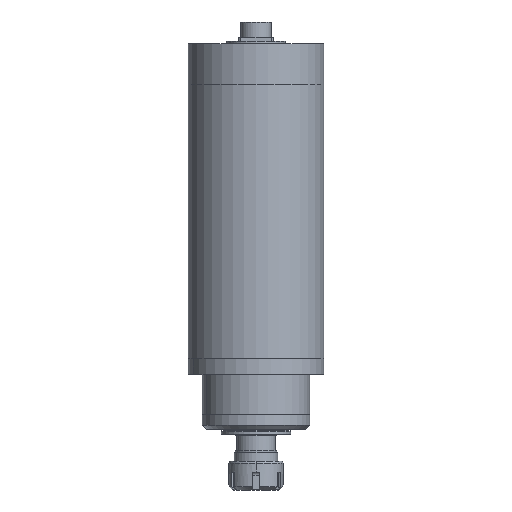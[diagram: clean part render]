
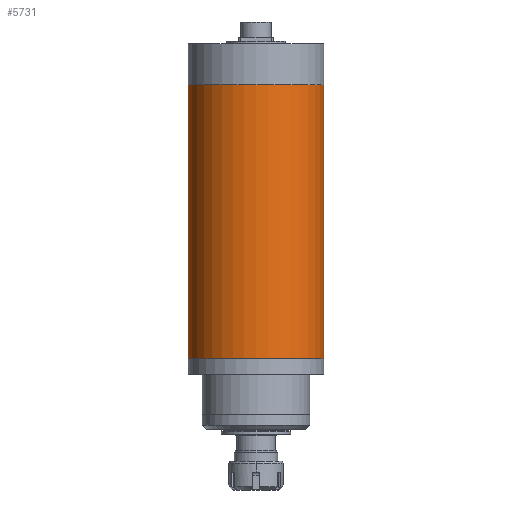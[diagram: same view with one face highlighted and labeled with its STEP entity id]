
A CAD part, front view. The second image highlights one B-rep face of the part: STEP entity #5731.
In plain terms, the highlighted cylindrical face has radius 62.5 mm (diameter 125 mm), a partial arc.
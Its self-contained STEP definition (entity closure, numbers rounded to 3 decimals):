
#24 = DIRECTION ( 'NONE',  ( 1., 0., 0. ) ) ;
#49 = CARTESIAN_POINT ( 'NONE',  ( 62.5, 0., 0. ) ) ;
#198 = CARTESIAN_POINT ( 'NONE',  ( -62.5, 0., 0. ) ) ;
#423 = EDGE_CURVE ( 'NONE', #2352, #5868, #4215, .T. ) ;
#783 = VECTOR ( 'NONE', #3251, 1000. ) ;
#970 = CARTESIAN_POINT ( 'NONE',  ( 0., 0., 0. ) ) ;
#1148 = DIRECTION ( 'NONE',  ( 1., 0., 0. ) ) ;
#1596 = ORIENTED_EDGE ( 'NONE', *, *, #3025, .T. ) ;
#1659 = VECTOR ( 'NONE', #3032, 1000. ) ;
#1717 = DIRECTION ( 'NONE',  ( 0., 0., -1. ) ) ;
#1964 = LINE ( 'NONE', #3763, #783 ) ;
#2171 = FACE_OUTER_BOUND ( 'NONE', #4532, .T. ) ;
#2352 = VERTEX_POINT ( 'NONE', #5401 ) ;
#2355 = CIRCLE ( 'NONE', #5018, 62.5 ) ;
#2442 = EDGE_CURVE ( 'NONE', #2352, #2749, #2453, .T. ) ;
#2453 = LINE ( 'NONE', #2491, #1659 ) ;
#2491 = CARTESIAN_POINT ( 'NONE',  ( -62.5, 0., 253. ) ) ;
#2540 = AXIS2_PLACEMENT_3D ( 'NONE', #6232, #1717, #4236 ) ;
#2749 = VERTEX_POINT ( 'NONE', #198 ) ;
#2892 = ORIENTED_EDGE ( 'NONE', *, *, #2442, .T. ) ;
#3021 = DIRECTION ( 'NONE',  ( 0., 0., 1. ) ) ;
#3025 = EDGE_CURVE ( 'NONE', #2749, #4964, #2355, .T. ) ;
#3032 = DIRECTION ( 'NONE',  ( 0., 0., -1. ) ) ;
#3251 = DIRECTION ( 'NONE',  ( 0., 0., -1. ) ) ;
#3763 = CARTESIAN_POINT ( 'NONE',  ( 62.5, 0., 253. ) ) ;
#3866 = EDGE_CURVE ( 'NONE', #5868, #4964, #1964, .T. ) ;
#4215 = CIRCLE ( 'NONE', #5375, 62.5 ) ;
#4236 = DIRECTION ( 'NONE',  ( -1., 0., 0. ) ) ;
#4283 = CARTESIAN_POINT ( 'NONE',  ( 62.5, 0., 253. ) ) ;
#4435 = ORIENTED_EDGE ( 'NONE', *, *, #423, .F. ) ;
#4532 = EDGE_LOOP ( 'NONE', ( #6265, #4435, #2892, #1596 ) ) ;
#4540 = CARTESIAN_POINT ( 'NONE',  ( 0., 0., 253. ) ) ;
#4964 = VERTEX_POINT ( 'NONE', #49 ) ;
#5018 = AXIS2_PLACEMENT_3D ( 'NONE', #970, #3021, #24 ) ;
#5060 = DIRECTION ( 'NONE',  ( 0., 0., 1. ) ) ;
#5375 = AXIS2_PLACEMENT_3D ( 'NONE', #4540, #5060, #1148 ) ;
#5401 = CARTESIAN_POINT ( 'NONE',  ( -62.5, 0., 253. ) ) ;
#5731 = ADVANCED_FACE ( 'NONE', ( #2171 ), #6558, .T. ) ;
#5868 = VERTEX_POINT ( 'NONE', #4283 ) ;
#6232 = CARTESIAN_POINT ( 'NONE',  ( 0., 0., 253. ) ) ;
#6265 = ORIENTED_EDGE ( 'NONE', *, *, #3866, .F. ) ;
#6558 = CYLINDRICAL_SURFACE ( 'NONE', #2540, 62.5 ) ;
